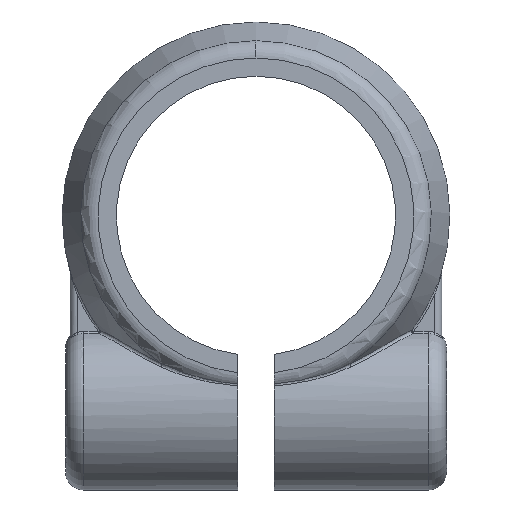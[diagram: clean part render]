
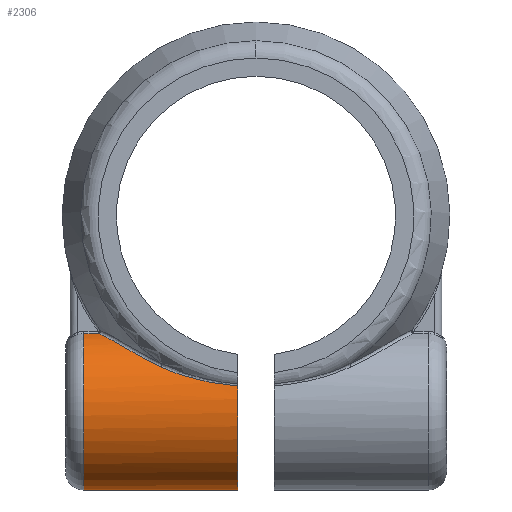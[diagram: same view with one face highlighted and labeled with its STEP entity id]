
A CAD part, left-side view. The second image highlights one B-rep face of the part: STEP entity #2306.
In plain terms, the highlighted cylindrical face has radius 4.458 mm (diameter 8.915 mm), a partial arc.
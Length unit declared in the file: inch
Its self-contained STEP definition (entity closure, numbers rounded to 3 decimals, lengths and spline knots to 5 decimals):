
#2026 = CARTESIAN_POINT ( 'NONE',  ( 0.176, 0.3775, -0.6005 ) ) ;
#2230 = VERTEX_POINT ( 'NONE', #3374 ) ;
#2231 = ORIENTED_EDGE ( 'NONE', *, *, #2232, .T. ) ;
#2232 = EDGE_CURVE ( 'NONE', #2230, #2249, #3371, .T. ) ;
#2249 = VERTEX_POINT ( 'NONE', #3444 ) ;
#2250 = ORIENTED_EDGE ( 'NONE', *, *, #2251, .T. ) ;
#2251 = EDGE_CURVE ( 'NONE', #2249, #2252, #3443, .T. ) ;
#2252 = VERTEX_POINT ( 'NONE', #3442 ) ;
#2253 = ORIENTED_EDGE ( 'NONE', *, *, #2254, .T. ) ;
#2254 = EDGE_CURVE ( 'NONE', #2252, #2310, #3441, .T. ) ;
#2306 = ADVANCED_FACE ( 'NONE', ( #3581 ), #3566, .T. ) ;
#2307 = EDGE_LOOP ( 'NONE', ( #2308, #2311, #2314, #2231, #2250, #2253 ) ) ;
#2308 = ORIENTED_EDGE ( 'NONE', *, *, #2309, .T. ) ;
#2309 = EDGE_CURVE ( 'NONE', #2310, #7009, #3561, .T. ) ;
#2310 = VERTEX_POINT ( 'NONE', #3557 ) ;
#2311 = ORIENTED_EDGE ( 'NONE', *, *, #2312, .T. ) ;
#2312 = EDGE_CURVE ( 'NONE', #7009, #2313, #3614, .T. ) ;
#2313 = VERTEX_POINT ( 'NONE', #3610 ) ;
#2314 = ORIENTED_EDGE ( 'NONE', *, *, #2315, .F. ) ;
#2315 = EDGE_CURVE ( 'NONE', #2230, #2313, #3608, .T. ) ;
#3371 = B_SPLINE_CURVE_WITH_KNOTS ( 'NONE', 3,
 ( #3415, #3414, #3413, #3412, #3411, #3410, #3409, #3408 ),
 .UNSPECIFIED., .F., .F.,
 ( 4, 2, 2, 4 ),
 ( 0., 0.00223, 0.00335, 0.00447 ),
 .UNSPECIFIED. ) ;
#3374 = CARTESIAN_POINT ( 'NONE',  ( 0.00856, 0.04, -0.37243 ) ) ;
#3408 = CARTESIAN_POINT ( 'NONE',  ( 0.02799, 0.20852, -0.3307 ) ) ;
#3409 = CARTESIAN_POINT ( 'NONE',  ( 0.0241, 0.19563, -0.33681 ) ) ;
#3410 = CARTESIAN_POINT ( 'NONE',  ( 0.02123, 0.18228, -0.34209 ) ) ;
#3411 = CARTESIAN_POINT ( 'NONE',  ( 0.01658, 0.15499, -0.35142 ) ) ;
#3412 = CARTESIAN_POINT ( 'NONE',  ( 0.01482, 0.14103, -0.35546 ) ) ;
#3413 = CARTESIAN_POINT ( 'NONE',  ( 0.01062, 0.09836, -0.36581 ) ) ;
#3414 = CARTESIAN_POINT ( 'NONE',  ( 0.00923, 0.06934, -0.37028 ) ) ;
#3415 = CARTESIAN_POINT ( 'NONE',  ( 0.00856, 0.04, -0.37243 ) ) ;
#3432 = DIRECTION ( 'NONE',  ( 0., 1., 0. ) ) ;
#3433 = VECTOR ( 'NONE', #3432, 39.37008 ) ;
#3434 = CARTESIAN_POINT ( 'NONE',  ( 0.12252, 0.4175, -0.25785 ) ) ;
#3435 = CARTESIAN_POINT ( 'NONE',  ( 0.12252, 0.34512, -0.25785 ) ) ;
#3436 = CARTESIAN_POINT ( 'NONE',  ( 0.0985, 0.32694, -0.26553 ) ) ;
#3437 = CARTESIAN_POINT ( 'NONE',  ( 0.07889, 0.30664, -0.27737 ) ) ;
#3438 = CARTESIAN_POINT ( 'NONE',  ( 0.04732, 0.26038, -0.30389 ) ) ;
#3439 = CARTESIAN_POINT ( 'NONE',  ( 0.03613, 0.2355, -0.31792 ) ) ;
#3440 = CARTESIAN_POINT ( 'NONE',  ( 0.02799, 0.20852, -0.3307 ) ) ;
#3441 = LINE ( 'NONE', #3434, #3433 ) ;
#3442 = CARTESIAN_POINT ( 'NONE',  ( 0.12252, 0.34512, -0.25785 ) ) ;
#3443 = B_SPLINE_CURVE_WITH_KNOTS ( 'NONE', 3,
 ( #3440, #3439, #3438, #3437, #3436, #3435 ),
 .UNSPECIFIED., .F., .F.,
 ( 4, 2, 4 ),
 ( 0., 0.00234, 0.00467 ),
 .UNSPECIFIED. ) ;
#3444 = CARTESIAN_POINT ( 'NONE',  ( 0.02799, 0.20852, -0.3307 ) ) ;
#3557 = CARTESIAN_POINT ( 'NONE',  ( 0.12252, 0.3775, -0.25785 ) ) ;
#3558 = DIRECTION ( 'NONE',  ( 0., 0., 1. ) ) ;
#3559 = DIRECTION ( 'NONE',  ( 0., -1., 0. ) ) ;
#3560 = AXIS2_PLACEMENT_3D ( 'NONE', #3567, #3559, #3558 ) ;
#3561 = CIRCLE ( 'NONE', #3560, 0.1755 ) ;
#3562 = DIRECTION ( 'NONE',  ( 0., 0., -1. ) ) ;
#3563 = DIRECTION ( 'NONE',  ( 0., -1., 0. ) ) ;
#3564 = CARTESIAN_POINT ( 'NONE',  ( 0.176, 0.4175, -0.425 ) ) ;
#3565 = AXIS2_PLACEMENT_3D ( 'NONE', #3564, #3563, #3562 ) ;
#3566 = CYLINDRICAL_SURFACE ( 'NONE', #3565, 0.1755 ) ;
#3567 = CARTESIAN_POINT ( 'NONE',  ( 0.176, 0.3775, -0.425 ) ) ;
#3581 = FACE_OUTER_BOUND ( 'NONE', #2307, .T. ) ;
#3604 = DIRECTION ( 'NONE',  ( 0., 0., -1. ) ) ;
#3605 = DIRECTION ( 'NONE',  ( 0., -1., 0. ) ) ;
#3606 = CARTESIAN_POINT ( 'NONE',  ( 0.176, 0.04, -0.425 ) ) ;
#3607 = AXIS2_PLACEMENT_3D ( 'NONE', #3606, #3605, #3604 ) ;
#3608 = CIRCLE ( 'NONE', #3607, 0.1755 ) ;
#3610 = CARTESIAN_POINT ( 'NONE',  ( 0.176, 0.04, -0.6005 ) ) ;
#3611 = DIRECTION ( 'NONE',  ( 0., -1., 0. ) ) ;
#3612 = VECTOR ( 'NONE', #3611, 39.37008 ) ;
#3613 = CARTESIAN_POINT ( 'NONE',  ( 0.176, 0.4175, -0.6005 ) ) ;
#3614 = LINE ( 'NONE', #3613, #3612 ) ;
#7009 = VERTEX_POINT ( 'NONE', #2026 ) ;
